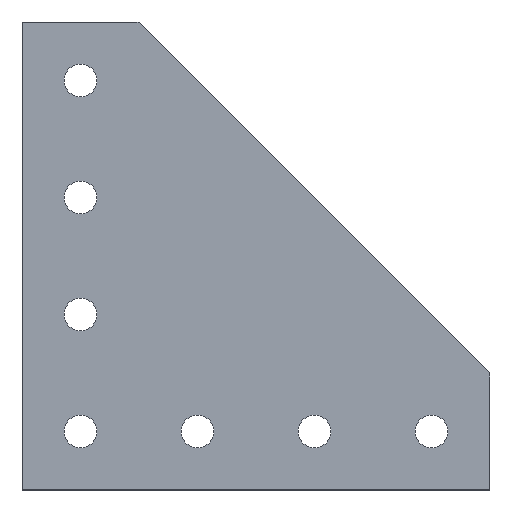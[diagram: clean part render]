
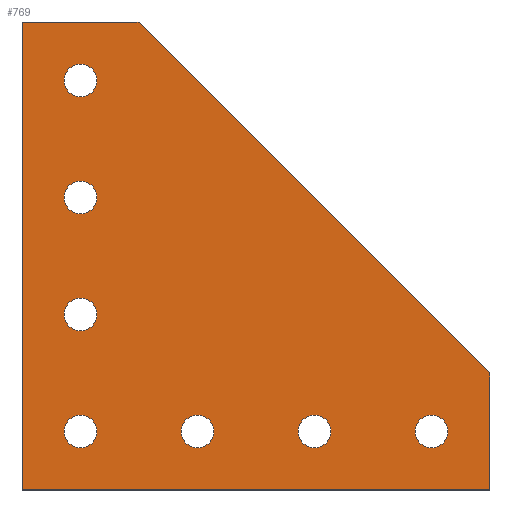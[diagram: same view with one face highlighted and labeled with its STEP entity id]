
A CAD part, top view. The second image highlights one B-rep face of the part: STEP entity #769.
In plain terms, the highlighted planar face has unit normal (0, 0, 1).
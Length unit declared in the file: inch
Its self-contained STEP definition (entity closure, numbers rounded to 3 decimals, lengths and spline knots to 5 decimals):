
#78=CARTESIAN_POINT('',(0.14,1.0,0.188));
#79=VERTEX_POINT('',#78);
#95=CARTESIAN_POINT('',(-0.14,1.0,0.188));
#96=VERTEX_POINT('',#95);
#103=CARTESIAN_POINT('',(0.0,1.0,0.188));
#104=DIRECTION('',(0.0,0.0,-1.0));
#105=DIRECTION('',(1.0,0.0,0.0));
#106=AXIS2_PLACEMENT_3D('',#103,#104,#105);
#107=CIRCLE('',#106,0.14);
#108=EDGE_CURVE('',#79,#96,#107,.T.);
#120=CARTESIAN_POINT('',(0.14,0.0,0.188));
#121=VERTEX_POINT('',#120);
#137=CARTESIAN_POINT('',(-0.14,0.,0.188));
#138=VERTEX_POINT('',#137);
#145=CARTESIAN_POINT('',(0.0,0.0,0.188));
#146=DIRECTION('',(0.0,0.0,-1.0));
#147=DIRECTION('',(1.0,0.0,0.0));
#148=AXIS2_PLACEMENT_3D('',#145,#146,#147);
#149=CIRCLE('',#148,0.14);
#150=EDGE_CURVE('',#121,#138,#149,.T.);
#162=CARTESIAN_POINT('',(1.14,0.0,0.188));
#163=VERTEX_POINT('',#162);
#179=CARTESIAN_POINT('',(0.86,0.,0.188));
#180=VERTEX_POINT('',#179);
#187=CARTESIAN_POINT('',(1.0,0.0,0.188));
#188=DIRECTION('',(0.0,0.0,-1.0));
#189=DIRECTION('',(1.0,0.0,0.0));
#190=AXIS2_PLACEMENT_3D('',#187,#188,#189);
#191=CIRCLE('',#190,0.14);
#192=EDGE_CURVE('',#163,#180,#191,.T.);
#204=CARTESIAN_POINT('',(0.14,3.0,0.188));
#205=VERTEX_POINT('',#204);
#221=CARTESIAN_POINT('',(-0.14,3.0,0.188));
#222=VERTEX_POINT('',#221);
#229=CARTESIAN_POINT('',(0.0,3.0,0.188));
#230=DIRECTION('',(0.0,0.0,-1.0));
#231=DIRECTION('',(1.0,0.0,0.0));
#232=AXIS2_PLACEMENT_3D('',#229,#230,#231);
#233=CIRCLE('',#232,0.14);
#234=EDGE_CURVE('',#205,#222,#233,.T.);
#246=CARTESIAN_POINT('',(0.14,2.0,0.188));
#247=VERTEX_POINT('',#246);
#263=CARTESIAN_POINT('',(-0.14,2.0,0.188));
#264=VERTEX_POINT('',#263);
#271=CARTESIAN_POINT('',(0.0,2.0,0.188));
#272=DIRECTION('',(0.0,0.0,-1.0));
#273=DIRECTION('',(1.0,0.0,0.0));
#274=AXIS2_PLACEMENT_3D('',#271,#272,#273);
#275=CIRCLE('',#274,0.14);
#276=EDGE_CURVE('',#247,#264,#275,.T.);
#288=CARTESIAN_POINT('',(2.14,0.0,0.188));
#289=VERTEX_POINT('',#288);
#305=CARTESIAN_POINT('',(1.86,0.,0.188));
#306=VERTEX_POINT('',#305);
#313=CARTESIAN_POINT('',(2.0,0.0,0.188));
#314=DIRECTION('',(0.0,0.0,-1.0));
#315=DIRECTION('',(1.0,0.0,0.0));
#316=AXIS2_PLACEMENT_3D('',#313,#314,#315);
#317=CIRCLE('',#316,0.14);
#318=EDGE_CURVE('',#289,#306,#317,.T.);
#330=CARTESIAN_POINT('',(3.14,0.0,0.188));
#331=VERTEX_POINT('',#330);
#347=CARTESIAN_POINT('',(2.86,0.,0.188));
#348=VERTEX_POINT('',#347);
#355=CARTESIAN_POINT('',(3.0,0.0,0.188));
#356=DIRECTION('',(0.0,0.0,-1.0));
#357=DIRECTION('',(1.0,0.0,0.0));
#358=AXIS2_PLACEMENT_3D('',#355,#356,#357);
#359=CIRCLE('',#358,0.14);
#360=EDGE_CURVE('',#331,#348,#359,.T.);
#371=CARTESIAN_POINT('',(3.0,0.0,0.188));
#372=DIRECTION('',(0.0,0.0,-1.0));
#373=DIRECTION('',(1.0,0.0,0.0));
#374=AXIS2_PLACEMENT_3D('',#371,#372,#373);
#375=CIRCLE('',#374,0.14);
#376=EDGE_CURVE('',#348,#331,#375,.T.);
#395=CARTESIAN_POINT('',(2.0,0.0,0.188));
#396=DIRECTION('',(0.0,0.0,-1.0));
#397=DIRECTION('',(1.0,0.0,0.0));
#398=AXIS2_PLACEMENT_3D('',#395,#396,#397);
#399=CIRCLE('',#398,0.14);
#400=EDGE_CURVE('',#306,#289,#399,.T.);
#419=CARTESIAN_POINT('',(0.0,2.0,0.188));
#420=DIRECTION('',(0.0,0.0,-1.0));
#421=DIRECTION('',(1.0,0.0,0.0));
#422=AXIS2_PLACEMENT_3D('',#419,#420,#421);
#423=CIRCLE('',#422,0.14);
#424=EDGE_CURVE('',#264,#247,#423,.T.);
#443=CARTESIAN_POINT('',(0.0,3.0,0.188));
#444=DIRECTION('',(0.0,0.0,-1.0));
#445=DIRECTION('',(1.0,0.0,0.0));
#446=AXIS2_PLACEMENT_3D('',#443,#444,#445);
#447=CIRCLE('',#446,0.14);
#448=EDGE_CURVE('',#222,#205,#447,.T.);
#467=CARTESIAN_POINT('',(1.0,0.0,0.188));
#468=DIRECTION('',(0.0,0.0,-1.0));
#469=DIRECTION('',(1.0,0.0,0.0));
#470=AXIS2_PLACEMENT_3D('',#467,#468,#469);
#471=CIRCLE('',#470,0.14);
#472=EDGE_CURVE('',#180,#163,#471,.T.);
#491=CARTESIAN_POINT('',(0.0,0.0,0.188));
#492=DIRECTION('',(0.0,0.0,-1.0));
#493=DIRECTION('',(1.0,0.0,0.0));
#494=AXIS2_PLACEMENT_3D('',#491,#492,#493);
#495=CIRCLE('',#494,0.14);
#496=EDGE_CURVE('',#138,#121,#495,.T.);
#515=CARTESIAN_POINT('',(0.0,1.0,0.188));
#516=DIRECTION('',(0.0,0.0,-1.0));
#517=DIRECTION('',(1.0,0.0,0.0));
#518=AXIS2_PLACEMENT_3D('',#515,#516,#517);
#519=CIRCLE('',#518,0.14);
#520=EDGE_CURVE('',#96,#79,#519,.T.);
#538=CARTESIAN_POINT('',(-0.5,-0.5,0.188));
#539=VERTEX_POINT('',#538);
#540=CARTESIAN_POINT('',(-0.5,3.5,0.188));
#541=VERTEX_POINT('',#540);
#542=CARTESIAN_POINT('',(-0.5,-0.5,0.188));
#543=DIRECTION('',(0.0,1.0,0.0));
#544=VECTOR('',#543,4.0);
#545=LINE('',#542,#544);
#546=EDGE_CURVE('',#539,#541,#545,.T.);
#578=CARTESIAN_POINT('',(0.5,3.5,0.188));
#579=VERTEX_POINT('',#578);
#580=CARTESIAN_POINT('',(-0.5,3.5,0.188));
#581=DIRECTION('',(1.0,0.0,0.0));
#582=VECTOR('',#581,1.0);
#583=LINE('',#580,#582);
#584=EDGE_CURVE('',#541,#579,#583,.T.);
#609=CARTESIAN_POINT('',(3.5,0.5,0.188));
#610=VERTEX_POINT('',#609);
#611=CARTESIAN_POINT('',(0.5,3.5,0.188));
#612=DIRECTION('',(0.707,-0.707,0.0));
#613=VECTOR('',#612,4.24264);
#614=LINE('',#611,#613);
#615=EDGE_CURVE('',#579,#610,#614,.T.);
#640=CARTESIAN_POINT('',(3.5,-0.5,0.188));
#641=VERTEX_POINT('',#640);
#642=CARTESIAN_POINT('',(3.5,0.5,0.188));
#643=DIRECTION('',(0.0,-1.0,0.0));
#644=VECTOR('',#643,1.0);
#645=LINE('',#642,#644);
#646=EDGE_CURVE('',#610,#641,#645,.T.);
#671=CARTESIAN_POINT('',(3.5,-0.5,0.188));
#672=DIRECTION('',(-1.0,0.0,0.0));
#673=VECTOR('',#672,4.0);
#674=LINE('',#671,#673);
#675=EDGE_CURVE('',#641,#539,#674,.T.);
#729=CARTESIAN_POINT('',(-0.5,-0.5,0.188));
#730=DIRECTION('',(0.0,0.0,-1.0));
#731=DIRECTION('',(-1.0,0.0,0.0));
#732=AXIS2_PLACEMENT_3D('',#729,#730,#731);
#733=PLANE('',#732);
#734=ORIENTED_EDGE('',*,*,#546,.F.);
#735=ORIENTED_EDGE('',*,*,#675,.F.);
#736=ORIENTED_EDGE('',*,*,#646,.F.);
#737=ORIENTED_EDGE('',*,*,#615,.F.);
#738=ORIENTED_EDGE('',*,*,#584,.F.);
#739=EDGE_LOOP('',(#734,#735,#736,#737,#738));
#740=FACE_OUTER_BOUND('',#739,.T.);
#741=ORIENTED_EDGE('',*,*,#360,.T.);
#742=ORIENTED_EDGE('',*,*,#376,.T.);
#743=EDGE_LOOP('',(#741,#742));
#744=FACE_BOUND('',#743,.T.);
#745=ORIENTED_EDGE('',*,*,#318,.T.);
#746=ORIENTED_EDGE('',*,*,#400,.T.);
#747=EDGE_LOOP('',(#745,#746));
#748=FACE_BOUND('',#747,.T.);
#749=ORIENTED_EDGE('',*,*,#276,.T.);
#750=ORIENTED_EDGE('',*,*,#424,.T.);
#751=EDGE_LOOP('',(#749,#750));
#752=FACE_BOUND('',#751,.T.);
#753=ORIENTED_EDGE('',*,*,#234,.T.);
#754=ORIENTED_EDGE('',*,*,#448,.T.);
#755=EDGE_LOOP('',(#753,#754));
#756=FACE_BOUND('',#755,.T.);
#757=ORIENTED_EDGE('',*,*,#192,.T.);
#758=ORIENTED_EDGE('',*,*,#472,.T.);
#759=EDGE_LOOP('',(#757,#758));
#760=FACE_BOUND('',#759,.T.);
#761=ORIENTED_EDGE('',*,*,#150,.T.);
#762=ORIENTED_EDGE('',*,*,#496,.T.);
#763=EDGE_LOOP('',(#761,#762));
#764=FACE_BOUND('',#763,.T.);
#765=ORIENTED_EDGE('',*,*,#108,.T.);
#766=ORIENTED_EDGE('',*,*,#520,.T.);
#767=EDGE_LOOP('',(#765,#766));
#768=FACE_BOUND('',#767,.T.);
#769=ADVANCED_FACE('',(#740,#744,#748,#752,#756,#760,#764,#768),#733,.F.);
